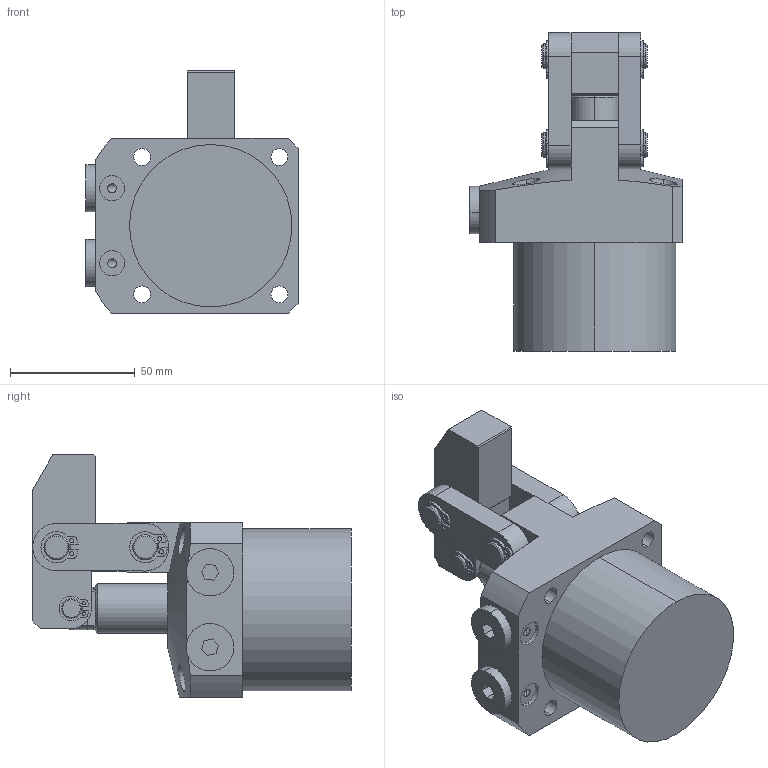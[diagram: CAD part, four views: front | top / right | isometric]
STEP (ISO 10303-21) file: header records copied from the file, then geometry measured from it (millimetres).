
FILE_DESCRIPTION (( 'STEP AP203' ), '1' );
FILE_NAME ('CLKA-065GR油压杠杆缸三维图.STEP', '2019-04-16T00:38:44', ( 'User' ), ( 'china' ), 'SwSTEP 2.0', 'SolidWorks 2018', '' );
FILE_SCHEMA (( 'CONFIG_CONTROL_DESIGN' ));
Length unit declared in the file: millimetre
Products named in the file (10): CLKA-50酗种_1_1; 囀鞠褒黑芛郔陔1-4; 065GR掛极; CLKA-50傻种00_1_1; CLKA-065GR油压杠杆缸三维图; 065活塞杆; CLKA-50开口挡圈8_1_1; CLKA-50开口挡圈10_1_1; CLKA-50蟀裝00_1_1; CLKA-50揤旋00_1_1
Assembly tree (16 placements, depth 2):
  CLKA-065GR油压杠杆缸三维图
    CLKA-50傻种00_1_1
    065活塞杆
    CLKA-50开口挡圈8_1_1  x2
    CLKA-50开口挡圈10_1_1  x4
    CLKA-50蟀裝00_1_1  x2
    CLKA-50揤旋00_1_1
    CLKA-50酗种_1_1  x2
    囀鞠褒黑芛郔陔1-4  x2
    065GR掛极
Bounding box: 85 x 127.5 x 97 mm (x, y, z)
Volume: 294476.1 mm3; surface area: 75465.2 mm2
Topology: 17 solids, 17 shells, 386 faces, 926 edges, 599 vertices
Faces by surface type: cylinder 195, plane 130, cone 56, bspline 5
Entity records: 9212 total; most frequent: CARTESIAN_POINT 1989, DIRECTION 1339, ORIENTED_EDGE 1170, EDGE_CURVE 585, AXIS2_PLACEMENT_3D 531, VERTEX_POINT 377, EDGE_LOOP 306, VECTOR 277
